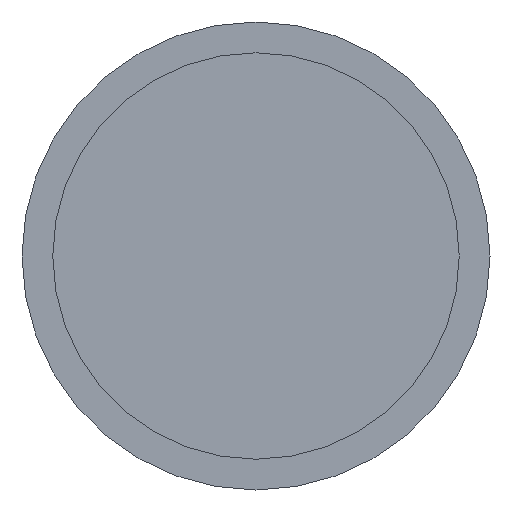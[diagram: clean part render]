
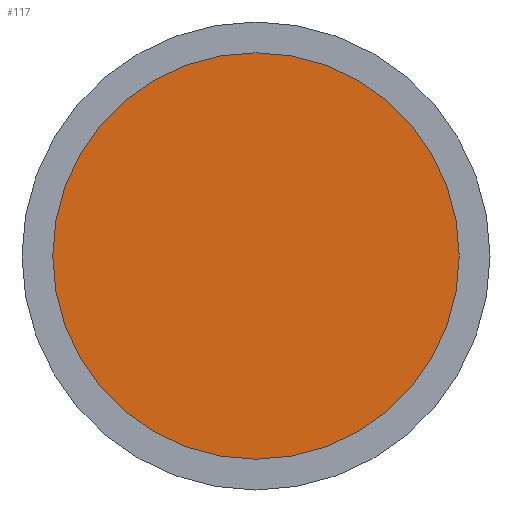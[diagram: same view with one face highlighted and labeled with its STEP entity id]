
A CAD part, front view. The second image highlights one B-rep face of the part: STEP entity #117.
In plain terms, the highlighted planar face has unit normal (0, -1, 0).
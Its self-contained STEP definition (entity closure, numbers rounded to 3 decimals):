
#97=FACE_OUTER_BOUND('',#174,.T.);
#117=ADVANCED_FACE('',(#97),#124,.F.);
#124=PLANE('',#267);
#174=EDGE_LOOP('',(#200));
#200=ORIENTED_EDGE('',*,*,#224,.T.);
#211=VERTEX_POINT('',#355);
#224=EDGE_CURVE('',#211,#211,#237,.T.);
#237=CIRCLE('',#260,8.25);
#260=AXIS2_PLACEMENT_3D('',#354,#308,#309);
#267=AXIS2_PLACEMENT_3D('',#364,#322,#323);
#308=DIRECTION('',(0.,-1.,0.));
#309=DIRECTION('',(0.,0.,1.));
#322=DIRECTION('',(0.,1.,0.));
#323=DIRECTION('',(0.,0.,1.));
#354=CARTESIAN_POINT('',(0.,-37.3,0.));
#355=CARTESIAN_POINT('',(0.,-37.3,8.25));
#364=CARTESIAN_POINT('',(0.,-37.3,4.54));
